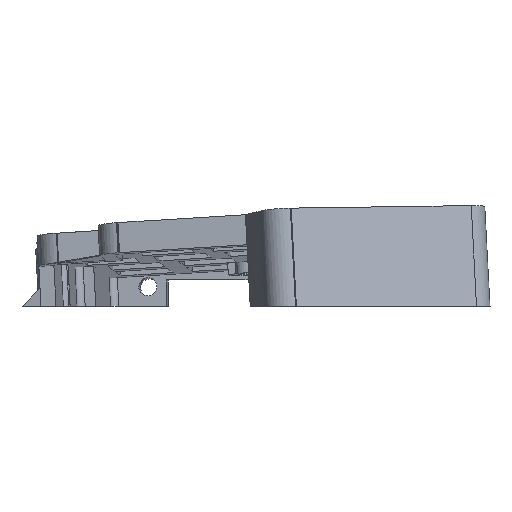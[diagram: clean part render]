
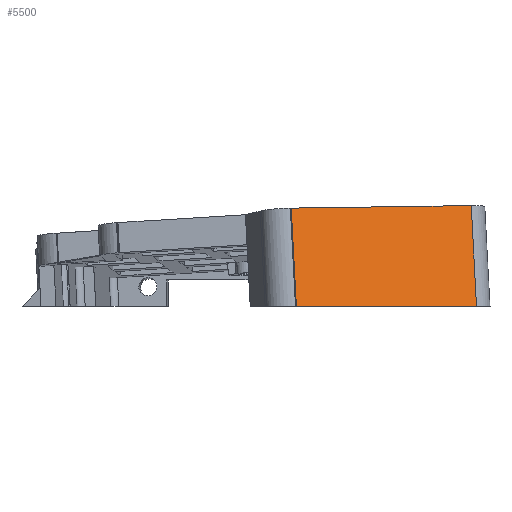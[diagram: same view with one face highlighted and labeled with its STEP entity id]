
A CAD part, left-side view. The second image highlights one B-rep face of the part: STEP entity #5500.
In plain terms, the highlighted planar face has unit normal (-0.91, -0.402, 0.101).
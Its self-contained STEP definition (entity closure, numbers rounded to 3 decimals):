
#283=FACE_OUTER_BOUND('',#607,.T.);
#607=EDGE_LOOP('',(#4384,#4385,#4386,#4387));
#814=LINE('',#7538,#1538);
#1065=LINE('',#8127,#1789);
#1305=LINE('',#8634,#2029);
#1306=LINE('',#8636,#2030);
#1538=VECTOR('',#6095,10.);
#1789=VECTOR('',#6464,10.);
#2029=VECTOR('',#6882,10.);
#2030=VECTOR('',#6885,10.);
#2264=VERTEX_POINT('',#7535);
#2265=VERTEX_POINT('',#7537);
#2543=VERTEX_POINT('',#8124);
#2544=VERTEX_POINT('',#8126);
#2802=EDGE_CURVE('',#2265,#2264,#814,.T.);
#3098=EDGE_CURVE('',#2543,#2544,#1065,.T.);
#3352=EDGE_CURVE('',#2543,#2265,#1305,.T.);
#3353=EDGE_CURVE('',#2544,#2264,#1306,.T.);
#4384=ORIENTED_EDGE('',*,*,#3352,.T.);
#4385=ORIENTED_EDGE('',*,*,#2802,.T.);
#4386=ORIENTED_EDGE('',*,*,#3353,.F.);
#4387=ORIENTED_EDGE('',*,*,#3098,.F.);
#5245=PLANE('',#5849);
#5500=ADVANCED_FACE('',(#283),#5245,.T.);
#5849=AXIS2_PLACEMENT_3D('',#8635,#6883,#6884);
#6095=DIRECTION('',(0.404,-0.915,0.));
#6464=DIRECTION('',(0.405,-0.914,0.013));
#6882=DIRECTION('',(-0.087,-0.052,-0.995));
#6883=DIRECTION('center_axis',(-0.91,-0.402,0.101));
#6884=DIRECTION('ref_axis',(-0.405,0.914,-0.013));
#6885=DIRECTION('',(-0.087,-0.052,-0.995));
#7535=CARTESIAN_POINT('',(-62.568,-45.919,0.));
#7537=CARTESIAN_POINT('',(-83.643,1.791,0.));
#7538=CARTESIAN_POINT('',(-66.015,-38.115,0.));
#8124=CARTESIAN_POINT('',(-81.364,3.161,26.042));
#8126=CARTESIAN_POINT('',(-60.232,-44.515,26.702));
#8127=CARTESIAN_POINT('',(-65.596,-32.413,26.534));
#8634=CARTESIAN_POINT('',(-81.364,3.161,26.042));
#8635=CARTESIAN_POINT('Origin',(-60.232,-44.515,26.702));
#8636=CARTESIAN_POINT('',(-60.232,-44.515,26.702));
